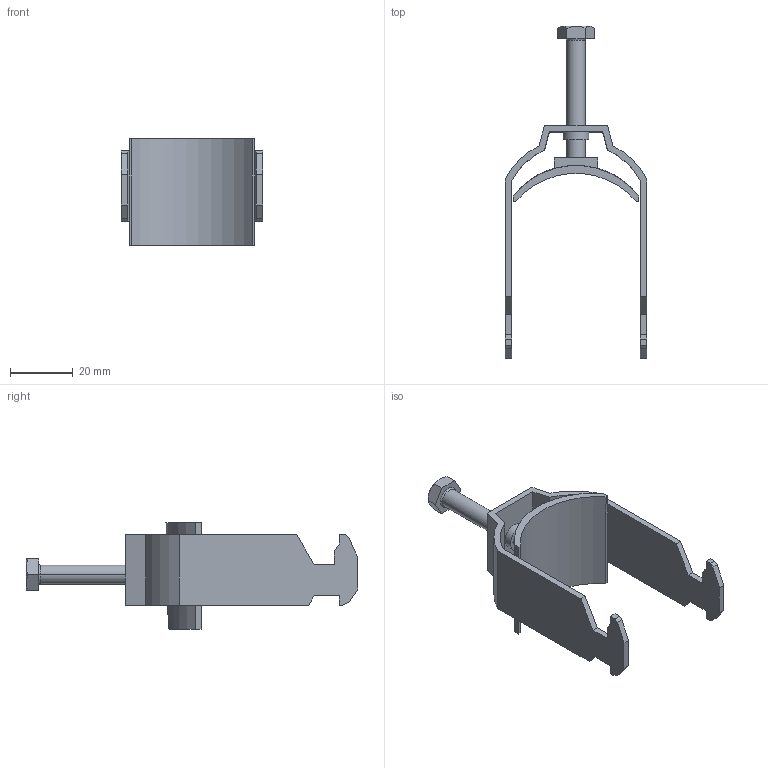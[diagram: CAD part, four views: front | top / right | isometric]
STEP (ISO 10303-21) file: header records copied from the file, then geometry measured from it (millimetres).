
FILE_DESCRIPTION (( 'STEP AP214' ), '1' );
FILE_NAME ('1186336.STEP', '2023-09-06T06:09:34', ( '' ), ( '' ), 'SwSTEP 2.0', 'SolidWorks 2022', '' );
FILE_SCHEMA (( 'AUTOMOTIVE_DESIGN' ));
Length unit declared in the file: millimetre
Products named in the file (5): EB101-00-04_Standard; 141711_Standard; 142951_M6 x 38; 157096_1Fach; 1186336
Assembly tree (4 placements, depth 2):
  1186336
    157096_1Fach
    142951_M6 x 38
    EB101-00-04_Standard
    141711_Standard
Bounding box: 45 x 105.75 x 34.07 mm (x, y, z)
Volume: 12494.5 mm3; surface area: 13709.2 mm2
Topology: 4 solids, 4 shells, 272 faces, 701 edges, 460 vertices
Faces by surface type: plane 188, cylinder 36, bspline 32, cone 12, torus 4
Entity records: 10333 total; most frequent: CARTESIAN_POINT 3184, ORIENTED_EDGE 1394, DIRECTION 1211, EDGE_CURVE 697, VECTOR 501, LINE 501, VERTEX_POINT 460, AXIS2_PLACEMENT_3D 355
